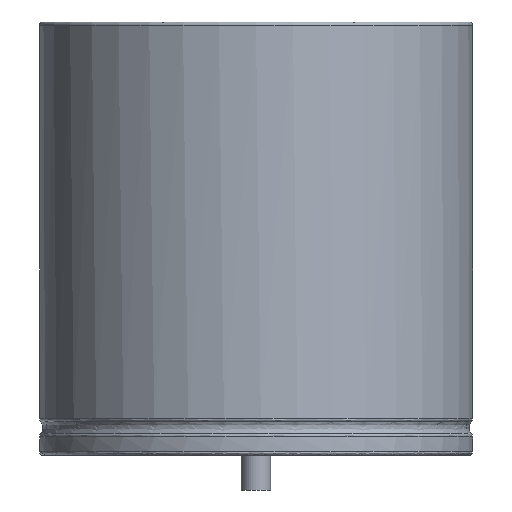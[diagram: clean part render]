
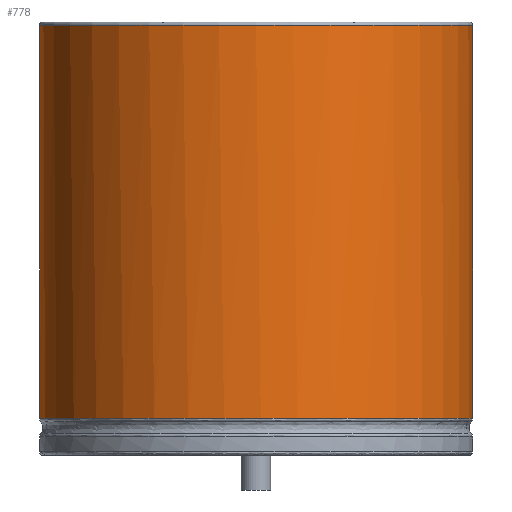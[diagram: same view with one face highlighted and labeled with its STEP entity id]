
A CAD part, left-side view. The second image highlights one B-rep face of the part: STEP entity #778.
In plain terms, the highlighted cylindrical face has radius 12.5 mm (diameter 25 mm), a partial arc.
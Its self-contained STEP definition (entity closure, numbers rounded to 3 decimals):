
#13=DIRECTION('',(0.,0.,1.));
#109=DIRECTION('',(0.,-0.,-1.));
#110=DIRECTION('',(0.924,-0.383,0.));
#232=VECTOR('',#13,1.);
#604=VERTEX_POINT('',#605);
#605=CARTESIAN_POINT('',(16.548,-4.784,2.135));
#613=ORIENTED_EDGE('',*,*,#614,.T.);
#614=EDGE_CURVE('',#604,#615,#617,.T.);
#615=VERTEX_POINT('',#616);
#616=CARTESIAN_POINT('',(16.548,4.784,2.135));
#617=B_SPLINE_CURVE_WITH_KNOTS('',12,(#618,#619,#620,#621,#622,#623,#624,#625,#626,#627,#628,#629,#630,#631,#632,#633,#634,#635,#636,#637,#638,#639,#640,#641,#642,#643,#644,#645,#646,#647,#648,#649,#650,#651,#652),.UNSPECIFIED.,.F.,.F.,(13,11,11,13),(-2.928,0.,68.722,71.65),.UNSPECIFIED.);
#618=CARTESIAN_POINT('',(17.669,-2.078,2.135));
#619=CARTESIAN_POINT('',(17.575,-2.305,2.135));
#620=CARTESIAN_POINT('',(17.481,-2.532,2.135));
#621=CARTESIAN_POINT('',(17.387,-2.758,2.135));
#622=CARTESIAN_POINT('',(17.294,-2.985,2.135));
#623=CARTESIAN_POINT('',(17.2,-3.21,2.135));
#624=CARTESIAN_POINT('',(17.107,-3.436,2.135));
#625=CARTESIAN_POINT('',(17.013,-3.661,2.135));
#626=CARTESIAN_POINT('',(16.92,-3.886,2.135));
#627=CARTESIAN_POINT('',(16.827,-4.111,2.135));
#628=CARTESIAN_POINT('',(16.734,-4.336,2.135));
#629=CARTESIAN_POINT('',(16.641,-4.56,2.135));
#630=CARTESIAN_POINT('',(14.372,-10.038,2.135));
#631=CARTESIAN_POINT('',(9.553,-14.292,2.135));
#632=CARTESIAN_POINT('',(2.598,-15.977,2.135));
#633=CARTESIAN_POINT('',(-4.861,-13.785,2.135));
#634=CARTESIAN_POINT('',(-10.414,-8.314,2.135));
#635=CARTESIAN_POINT('',(-13.197,0.,2.135));
#636=CARTESIAN_POINT('',(-10.414,8.314,2.135));
#637=CARTESIAN_POINT('',(-4.861,13.785,2.135));
#638=CARTESIAN_POINT('',(2.598,15.977,2.135));
#639=CARTESIAN_POINT('',(9.553,14.292,2.135));
#640=CARTESIAN_POINT('',(14.372,10.038,2.135));
#641=CARTESIAN_POINT('',(16.641,4.56,2.135));
#642=CARTESIAN_POINT('',(16.734,4.336,2.135));
#643=CARTESIAN_POINT('',(16.827,4.111,2.135));
#644=CARTESIAN_POINT('',(16.92,3.886,2.135));
#645=CARTESIAN_POINT('',(17.013,3.661,2.135));
#646=CARTESIAN_POINT('',(17.107,3.436,2.135));
#647=CARTESIAN_POINT('',(17.2,3.21,2.135));
#648=CARTESIAN_POINT('',(17.294,2.985,2.135));
#649=CARTESIAN_POINT('',(17.387,2.758,2.135));
#650=CARTESIAN_POINT('',(17.481,2.532,2.135));
#651=CARTESIAN_POINT('',(17.575,2.305,2.135));
#652=CARTESIAN_POINT('',(17.669,2.078,2.135));
#778=ADVANCED_FACE('',(#779),#798,.T.);
#779=FACE_BOUND('',#780,.F.);
#780=EDGE_LOOP('',(#781,#613,#787,#793));
#781=ORIENTED_EDGE('',*,*,#782,.F.);
#782=EDGE_CURVE('',#604,#783,#785,.T.);
#783=VERTEX_POINT('',#784);
#784=CARTESIAN_POINT('',(16.548,-4.784,24.8));
#785=LINE('',#786,#232);
#786=CARTESIAN_POINT('',(16.548,-4.784,2.));
#787=ORIENTED_EDGE('',*,*,#788,.T.);
#788=EDGE_CURVE('',#615,#789,#791,.T.);
#789=VERTEX_POINT('',#790);
#790=CARTESIAN_POINT('',(16.548,4.784,24.8));
#791=LINE('',#792,#232);
#792=CARTESIAN_POINT('',(16.548,4.784,2.));
#793=ORIENTED_EDGE('',*,*,#794,.F.);
#794=EDGE_CURVE('',#783,#789,#795,.T.);
#795=CIRCLE('',#796,12.5);
#796=AXIS2_PLACEMENT_3D('',#797,#109,#110);
#797=CARTESIAN_POINT('',(5.,0.,24.8));
#798=CYLINDRICAL_SURFACE('',#799,12.5);
#799=AXIS2_PLACEMENT_3D('',#800,#13,#110);
#800=CARTESIAN_POINT('',(5.,0.,2.));
